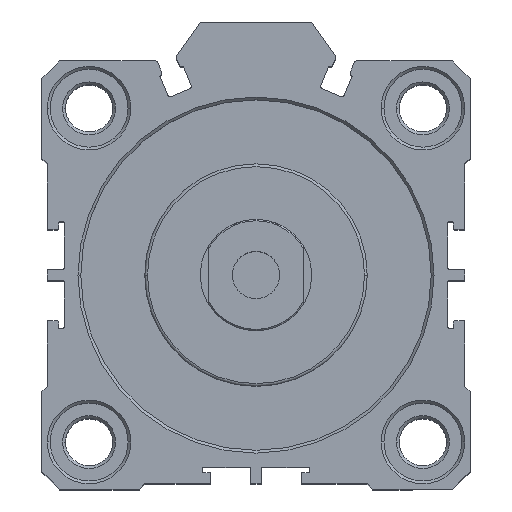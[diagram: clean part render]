
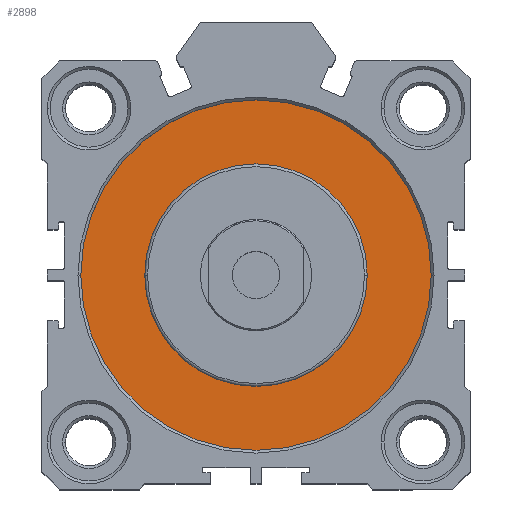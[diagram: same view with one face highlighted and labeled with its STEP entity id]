
A CAD part, top view. The second image highlights one B-rep face of the part: STEP entity #2898.
In plain terms, the highlighted planar face has unit normal (0, 0, 1).
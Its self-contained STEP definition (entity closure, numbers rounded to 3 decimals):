
#4 = CARTESIAN_POINT ( 'NONE',  ( 0., 0., 32.8 ) ) ;
#42 = DIRECTION ( 'NONE',  ( 0., 0., 1. ) ) ;
#554 = FACE_BOUND ( 'NONE', #6162, .T. ) ;
#633 = DIRECTION ( 'NONE',  ( 1., 0., 0. ) ) ;
#650 = CARTESIAN_POINT ( 'NONE',  ( 31.5, 0., 32.8 ) ) ;
#970 = CARTESIAN_POINT ( 'NONE',  ( 0., 0., 32.8 ) ) ;
#986 = ORIENTED_EDGE ( 'NONE', *, *, #1029, .F. ) ;
#1029 = EDGE_CURVE ( 'NONE', #7371, #7879, #7864, .T. ) ;
#1085 = DIRECTION ( 'NONE',  ( 0., 0., 1. ) ) ;
#1472 = ORIENTED_EDGE ( 'NONE', *, *, #5313, .T. ) ;
#1584 = DIRECTION ( 'NONE',  ( 1., 0., 0. ) ) ;
#1720 = CARTESIAN_POINT ( 'NONE',  ( 20., 0., 32.8 ) ) ;
#2378 = VERTEX_POINT ( 'NONE', #6493 ) ;
#2746 = DIRECTION ( 'NONE',  ( 0., 0., 1. ) ) ;
#2898 = ADVANCED_FACE ( 'NONE', ( #554, #6549 ), #6438, .T. ) ;
#3018 = AXIS2_PLACEMENT_3D ( 'NONE', #4777, #1085, #5393 ) ;
#3343 = CARTESIAN_POINT ( 'NONE',  ( 0., 0., 32.8 ) ) ;
#3675 = CIRCLE ( 'NONE', #3720, 31.5 ) ;
#3720 = AXIS2_PLACEMENT_3D ( 'NONE', #4, #4330, #633 ) ;
#3754 = CARTESIAN_POINT ( 'NONE',  ( 0., 0., 32.8 ) ) ;
#4083 = ORIENTED_EDGE ( 'NONE', *, *, #5658, .T. ) ;
#4106 = ORIENTED_EDGE ( 'NONE', *, *, #7339, .F. ) ;
#4330 = DIRECTION ( 'NONE',  ( 0., 0., 1. ) ) ;
#4368 = DIRECTION ( 'NONE',  ( 1., 0., 0. ) ) ;
#4412 = AXIS2_PLACEMENT_3D ( 'NONE', #3343, #2746, #7059 ) ;
#4777 = CARTESIAN_POINT ( 'NONE',  ( 0., 0., 32.8 ) ) ;
#5287 = DIRECTION ( 'NONE',  ( 0., 0., 1. ) ) ;
#5298 = CARTESIAN_POINT ( 'NONE',  ( -20., 0., 32.8 ) ) ;
#5313 = EDGE_CURVE ( 'NONE', #7581, #2378, #3675, .T. ) ;
#5393 = DIRECTION ( 'NONE',  ( 1., 0., 0. ) ) ;
#5658 = EDGE_CURVE ( 'NONE', #2378, #7581, #7348, .T. ) ;
#6162 = EDGE_LOOP ( 'NONE', ( #4106, #986 ) ) ;
#6438 = PLANE ( 'NONE',  #4412 ) ;
#6493 = CARTESIAN_POINT ( 'NONE',  ( -31.5, 0., 32.8 ) ) ;
#6549 = FACE_OUTER_BOUND ( 'NONE', #7544, .T. ) ;
#6931 = AXIS2_PLACEMENT_3D ( 'NONE', #3754, #42, #4368 ) ;
#7059 = DIRECTION ( 'NONE',  ( 1., 0., 0. ) ) ;
#7339 = EDGE_CURVE ( 'NONE', #7879, #7371, #7414, .T. ) ;
#7348 = CIRCLE ( 'NONE', #7707, 31.5 ) ;
#7371 = VERTEX_POINT ( 'NONE', #1720 ) ;
#7414 = CIRCLE ( 'NONE', #3018, 20. ) ;
#7544 = EDGE_LOOP ( 'NONE', ( #1472, #4083 ) ) ;
#7581 = VERTEX_POINT ( 'NONE', #650 ) ;
#7707 = AXIS2_PLACEMENT_3D ( 'NONE', #970, #5287, #1584 ) ;
#7864 = CIRCLE ( 'NONE', #6931, 20. ) ;
#7879 = VERTEX_POINT ( 'NONE', #5298 ) ;
